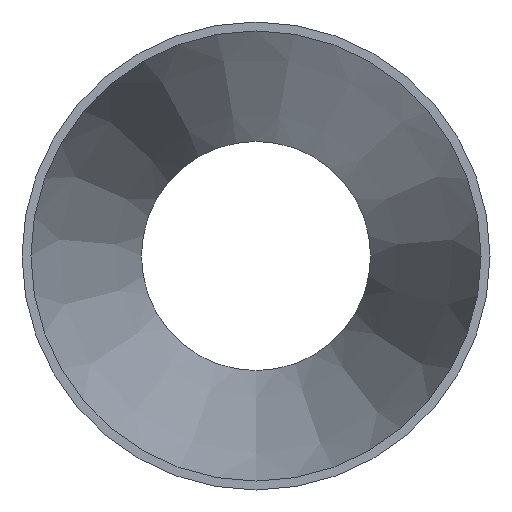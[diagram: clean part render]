
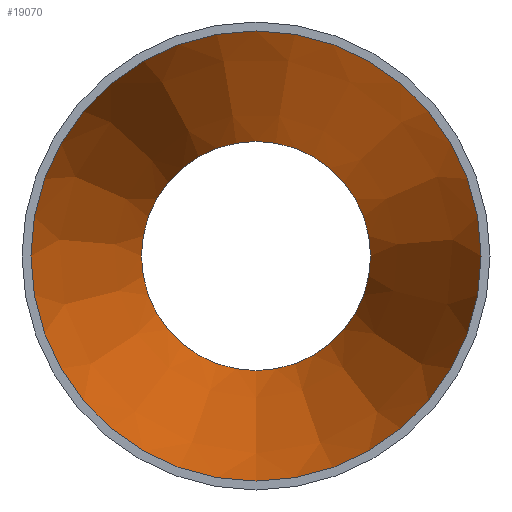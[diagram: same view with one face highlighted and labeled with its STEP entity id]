
A CAD part, front view. The second image highlights one B-rep face of the part: STEP entity #19070.
In plain terms, the highlighted conical face has half-angle 14.306 degrees and reference radius 51.936 mm.
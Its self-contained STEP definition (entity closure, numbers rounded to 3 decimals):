
#1404 = DIRECTION ( 'NONE',  ( 0., -1., 0. ) ) ;
#1546 = DIRECTION ( 'NONE',  ( 0., -1., 0. ) ) ;
#3293 = ORIENTED_EDGE ( 'NONE', *, *, #15892, .T. ) ;
#6141 = FACE_BOUND ( 'NONE', #25327, .T. ) ;
#6281 = FACE_OUTER_BOUND ( 'NONE', #8494, .T. ) ;
#6427 = DIRECTION ( 'NONE',  ( 0., 0., -1. ) ) ;
#7658 = AXIS2_PLACEMENT_3D ( 'NONE', #16158, #1404, #22060 ) ;
#8075 = CARTESIAN_POINT ( 'NONE',  ( 0., 0., 0. ) ) ;
#8494 = EDGE_LOOP ( 'NONE', ( #3293 ) ) ;
#11256 = EDGE_CURVE ( 'NONE', #23840, #23840, #19458, .T. ) ;
#14229 = CIRCLE ( 'NONE', #26923, 51.936 ) ;
#15860 = VERTEX_POINT ( 'NONE', #21767 ) ;
#15892 = EDGE_CURVE ( 'NONE', #15860, #15860, #14229, .T. ) ;
#16158 = CARTESIAN_POINT ( 'NONE',  ( 0., 100., 0. ) ) ;
#17087 = ORIENTED_EDGE ( 'NONE', *, *, #11256, .F. ) ;
#17252 = AXIS2_PLACEMENT_3D ( 'NONE', #8075, #25170, #6427 ) ;
#19070 = ADVANCED_FACE ( 'NONE', ( #6141, #6281 ), #21182, .F. ) ;
#19458 = CIRCLE ( 'NONE', #7658, 26.436 ) ;
#20284 = DIRECTION ( 'NONE',  ( 0., 0., -1. ) ) ;
#21182 = CONICAL_SURFACE ( 'NONE', #17252, 51.936, 0.25 ) ;
#21767 = CARTESIAN_POINT ( 'NONE',  ( 0., 0., -51.936 ) ) ;
#22060 = DIRECTION ( 'NONE',  ( 0., 0., -1. ) ) ;
#22305 = CARTESIAN_POINT ( 'NONE',  ( 0., 100., -26.436 ) ) ;
#23840 = VERTEX_POINT ( 'NONE', #22305 ) ;
#25170 = DIRECTION ( 'NONE',  ( 0., -1., 0. ) ) ;
#25327 = EDGE_LOOP ( 'NONE', ( #17087 ) ) ;
#26870 = CARTESIAN_POINT ( 'NONE',  ( 0., 0., 0. ) ) ;
#26923 = AXIS2_PLACEMENT_3D ( 'NONE', #26870, #1546, #20284 ) ;
